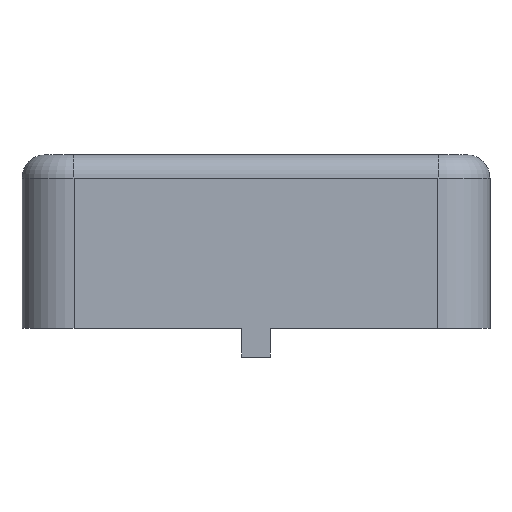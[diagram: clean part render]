
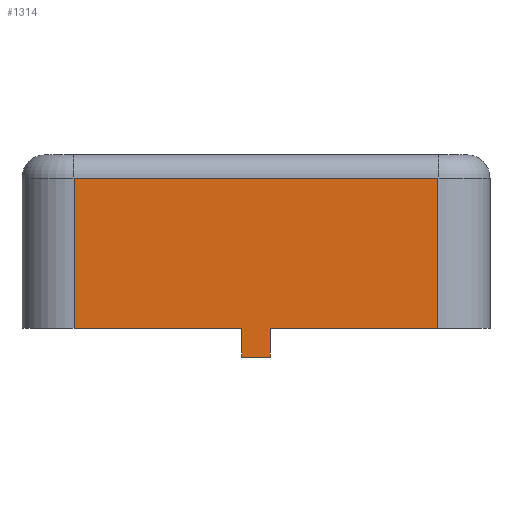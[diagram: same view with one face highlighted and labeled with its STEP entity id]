
A CAD part, left-side view. The second image highlights one B-rep face of the part: STEP entity #1314.
In plain terms, the highlighted face is planar.
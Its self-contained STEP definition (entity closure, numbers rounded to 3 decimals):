
#260=ORIENTED_EDGE('',*,*,#564,.T.);
#261=ORIENTED_EDGE('',*,*,#639,.F.);
#262=ORIENTED_EDGE('',*,*,#640,.F.);
#263=ORIENTED_EDGE('',*,*,#641,.T.);
#264=ORIENTED_EDGE('',*,*,#550,.T.);
#265=ORIENTED_EDGE('',*,*,#642,.F.);
#266=ORIENTED_EDGE('',*,*,#643,.F.);
#267=ORIENTED_EDGE('',*,*,#644,.T.);
#550=EDGE_CURVE('',#742,#743,#870,.T.);
#564=EDGE_CURVE('',#757,#756,#880,.T.);
#639=EDGE_CURVE('',#826,#756,#904,.T.);
#640=EDGE_CURVE('',#827,#826,#905,.T.);
#641=EDGE_CURVE('',#827,#742,#906,.T.);
#642=EDGE_CURVE('',#828,#743,#907,.T.);
#643=EDGE_CURVE('',#829,#828,#908,.T.);
#644=EDGE_CURVE('',#829,#757,#909,.T.);
#742=VERTEX_POINT('',#1993);
#743=VERTEX_POINT('',#1994);
#756=VERTEX_POINT('',#2021);
#757=VERTEX_POINT('',#2023);
#826=VERTEX_POINT('',#2182);
#827=VERTEX_POINT('',#2184);
#828=VERTEX_POINT('',#2187);
#829=VERTEX_POINT('',#2189);
#870=LINE('',#1992,#970);
#880=LINE('',#2022,#980);
#904=LINE('',#2181,#1004);
#905=LINE('',#2183,#1005);
#906=LINE('',#2185,#1006);
#907=LINE('',#2186,#1007);
#908=LINE('',#2188,#1008);
#909=LINE('',#2190,#1009);
#970=VECTOR('',#1558,1000.);
#980=VECTOR('',#1578,1000.);
#1004=VECTOR('',#1734,1000.);
#1005=VECTOR('',#1735,1000.);
#1006=VECTOR('',#1736,1000.);
#1007=VECTOR('',#1737,1000.);
#1008=VECTOR('',#1738,1000.);
#1009=VECTOR('',#1739,1000.);
#1095=EDGE_LOOP('',(#260,#261,#262,#263,#264,#265,#266,#267));
#1197=FACE_BOUND('',#1095,.T.);
#1277=PLANE('',#1458);
#1314=ADVANCED_FACE('',(#1197),#1277,.T.);
#1458=AXIS2_PLACEMENT_3D('',#2180,#1732,#1733);
#1558=DIRECTION('',(-1.,0.,0.));
#1578=DIRECTION('',(-1.,0.,0.));
#1732=DIRECTION('',(0.,0.,-1.));
#1733=DIRECTION('',(0.,-1.,0.));
#1734=DIRECTION('',(0.,1.,0.));
#1735=DIRECTION('',(1.,0.,0.));
#1736=DIRECTION('',(0.,1.,0.));
#1737=DIRECTION('',(0.,-1.,0.));
#1738=DIRECTION('',(-1.,0.,0.));
#1739=DIRECTION('',(0.,-1.,0.));
#1992=CARTESIAN_POINT('',(6.3,-6.,-22.65));
#1993=CARTESIAN_POINT('',(-0.5,-6.,-22.65));
#1994=CARTESIAN_POINT('',(-6.3,-6.,-22.65));
#2021=CARTESIAN_POINT('',(0.5,-6.,-22.65));
#2022=CARTESIAN_POINT('',(6.3,-6.,-22.65));
#2023=CARTESIAN_POINT('',(6.3,-6.,-22.65));
#2180=CARTESIAN_POINT('',(6.3,0.,-22.65));
#2181=CARTESIAN_POINT('',(0.5,-7.,-22.65));
#2182=CARTESIAN_POINT('',(0.5,-7.,-22.65));
#2183=CARTESIAN_POINT('',(0.5,-7.,-22.65));
#2184=CARTESIAN_POINT('',(-0.5,-7.,-22.65));
#2185=CARTESIAN_POINT('',(-0.5,-7.,-22.65));
#2186=CARTESIAN_POINT('',(-6.3,0.,-22.65));
#2187=CARTESIAN_POINT('',(-6.3,-0.8,-22.65));
#2188=CARTESIAN_POINT('',(6.3,-0.8,-22.65));
#2189=CARTESIAN_POINT('',(6.3,-0.8,-22.65));
#2190=CARTESIAN_POINT('',(6.3,0.,-22.65));
